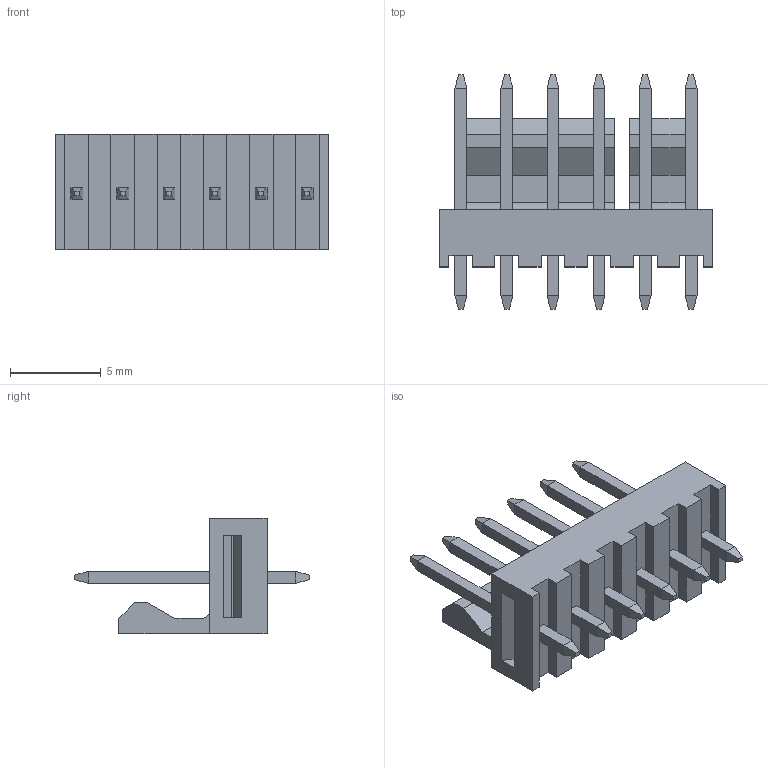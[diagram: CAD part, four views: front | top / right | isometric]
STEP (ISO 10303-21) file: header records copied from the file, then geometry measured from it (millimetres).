
FILE_DESCRIPTION((''),'2;1');
FILE_NAME('1718560006','2020-04-30T',('gga'),(''),'PRO/ENGINEER BY PARAMETRIC TECHNOLOGY CORPORATION, 2016010','PRO/ENGINEER BY PARAMETRIC TECHNOLOGY CORPORATION, 2016010','');
FILE_SCHEMA(('CONFIG_CONTROL_DESIGN'));
Length unit declared in the file: inch
Products named in the file (1): 1718560006
Bounding box: 15.09 x 12.95 x 6.35 mm (x, y, z)
Volume: 363.8 mm3; surface area: 674.3 mm2
Topology: 1 solids, 1 shells, 164 faces, 408 edges, 260 vertices
Faces by surface type: plane 162, cylinder 2
Entity records: 4759 total; most frequent: CARTESIAN_POINT 821, ORIENTED_EDGE 792, DIRECTION 754, EDGE_CURVE 396, VECTOR 392, LINE 392, VERTEX_POINT 248, AXIS2_PLACEMENT_3D 181
